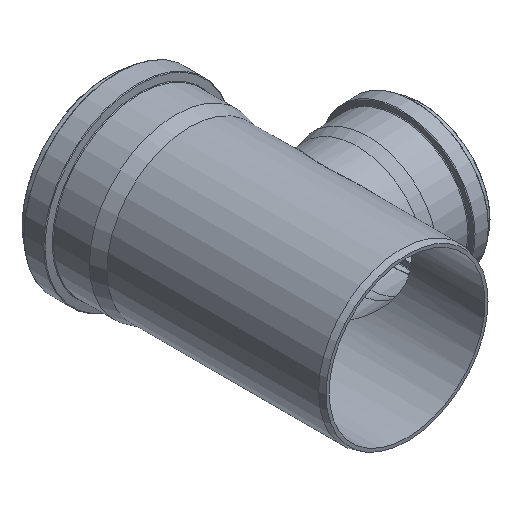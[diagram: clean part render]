
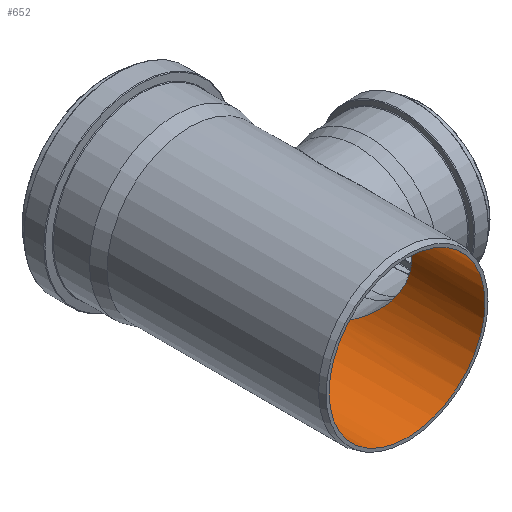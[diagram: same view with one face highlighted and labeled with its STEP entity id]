
A CAD part, isometric view. The second image highlights one B-rep face of the part: STEP entity #652.
In plain terms, the highlighted cylindrical face has radius 118.15 mm (diameter 236.3 mm), a full revolution.
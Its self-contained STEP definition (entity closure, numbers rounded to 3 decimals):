
#83=FACE_BOUND('',#304,.T.);
#84=FACE_BOUND('',#305,.T.);
#139=CIRCLE('',#739,118.15);
#140=CIRCLE('',#741,118.15);
#175=CYLINDRICAL_SURFACE('',#740,118.15);
#215=FACE_OUTER_BOUND('',#303,.T.);
#303=EDGE_LOOP('',(#565));
#304=EDGE_LOOP('',(#566));
#305=EDGE_LOOP('',(#567));
#364=B_SPLINE_CURVE_WITH_KNOTS('',3,(#1478,#1479,#1480,#1481,#1482,#1483,
#1484,#1485,#1486,#1487,#1488,#1489,#1490,#1491,#1492,#1493,#1494,#1495,
#1496,#1497,#1498,#1499,#1500,#1501,#1502,#1503,#1504,#1505,#1506,#1507,
#1508,#1509,#1510,#1511,#1512,#1513,#1514,#1515,#1516,#1517,#1518,#1519,
#1520,#1521,#1522,#1523,#1524,#1525,#1526,#1527,#1528,#1529,#1530,#1531,
#1532,#1533,#1534,#1535,#1536,#1537,#1538,#1539,#1540,#1541,#1542,#1543,
#1544,#1545,#1546,#1547,#1548,#1549,#1550,#1551),.UNSPECIFIED.,.T.,.F.,
(4,2,2,2,2,2,2,2,2,2,2,2,2,2,2,2,2,2,2,2,2,2,2,2,2,2,2,2,2,2,2,2,2,2,2,
2,4),(0.,0.988,1.976,3.952,5.928,
7.904,9.785,11.667,13.548,15.43,
17.311,19.193,21.074,22.956,24.932,
26.907,28.883,29.871,30.859,31.815,
32.771,34.682,36.594,38.505,40.386,
42.266,44.147,46.027,47.907,49.788,
51.668,53.549,55.46,57.372,59.283,
60.239,61.195),.UNSPECIFIED.);
#373=VERTEX_POINT('',#1477);
#400=VERTEX_POINT('',#1631);
#401=VERTEX_POINT('',#1634);
#437=EDGE_CURVE('',#373,#373,#364,.T.);
#464=EDGE_CURVE('',#400,#400,#139,.T.);
#465=EDGE_CURVE('',#401,#401,#140,.T.);
#565=ORIENTED_EDGE('',*,*,#464,.T.);
#566=ORIENTED_EDGE('',*,*,#437,.F.);
#567=ORIENTED_EDGE('',*,*,#465,.F.);
#652=ADVANCED_FACE('',(#215,#83,#84),#175,.F.);
#739=AXIS2_PLACEMENT_3D('',#1632,#911,#912);
#740=AXIS2_PLACEMENT_3D('',#1633,#913,#914);
#741=AXIS2_PLACEMENT_3D('',#1635,#915,#916);
#911=DIRECTION('center_axis',(0.,-1.,0.));
#912=DIRECTION('ref_axis',(1.,0.,0.));
#913=DIRECTION('center_axis',(0.,-1.,0.));
#914=DIRECTION('ref_axis',(1.,0.,0.));
#915=DIRECTION('center_axis',(0.,-1.,0.));
#916=DIRECTION('ref_axis',(1.,0.,0.));
#1477=CARTESIAN_POINT('',(70.716,-125.555,94.65));
#1478=CARTESIAN_POINT('Ctrl Pts',(70.716,-125.555,94.65));
#1479=CARTESIAN_POINT('Ctrl Pts',(70.716,-122.262,94.65));
#1480=CARTESIAN_POINT('Ctrl Pts',(70.948,-118.984,94.478));
#1481=CARTESIAN_POINT('Ctrl Pts',(71.83,-112.494,93.809));
#1482=CARTESIAN_POINT('Ctrl Pts',(72.481,-109.282,93.311));
#1483=CARTESIAN_POINT('Ctrl Pts',(74.95,-99.791,91.358));
#1484=CARTESIAN_POINT('Ctrl Pts',(77.283,-93.656,89.442));
#1485=CARTESIAN_POINT('Ctrl Pts',(82.619,-81.975,84.538));
#1486=CARTESIAN_POINT('Ctrl Pts',(85.619,-76.424,81.546));
#1487=CARTESIAN_POINT('Ctrl Pts',(91.67,-66.116,74.68));
#1488=CARTESIAN_POINT('Ctrl Pts',(94.719,-61.361,70.803));
#1489=CARTESIAN_POINT('Ctrl Pts',(100.261,-53.067,62.691));
#1490=CARTESIAN_POINT('Ctrl Pts',(102.98,-49.181,58.186));
#1491=CARTESIAN_POINT('Ctrl Pts',(107.997,-42.193,48.239));
#1492=CARTESIAN_POINT('Ctrl Pts',(110.294,-39.091,42.796));
#1493=CARTESIAN_POINT('Ctrl Pts',(114.103,-34.015,31.255));
#1494=CARTESIAN_POINT('Ctrl Pts',(115.617,-32.036,25.145));
#1495=CARTESIAN_POINT('Ctrl Pts',(117.641,-29.4,12.653));
#1496=CARTESIAN_POINT('Ctrl Pts',(118.15,-28.744,6.272));
#1497=CARTESIAN_POINT('Ctrl Pts',(118.15,-28.744,-6.272));
#1498=CARTESIAN_POINT('Ctrl Pts',(117.641,-29.4,-12.653));
#1499=CARTESIAN_POINT('Ctrl Pts',(115.617,-32.036,-25.145));
#1500=CARTESIAN_POINT('Ctrl Pts',(114.103,-34.015,-31.255));
#1501=CARTESIAN_POINT('Ctrl Pts',(110.294,-39.091,-42.796));
#1502=CARTESIAN_POINT('Ctrl Pts',(107.997,-42.193,-48.239));
#1503=CARTESIAN_POINT('Ctrl Pts',(102.98,-49.181,-58.186));
#1504=CARTESIAN_POINT('Ctrl Pts',(100.261,-53.067,-62.691));
#1505=CARTESIAN_POINT('Ctrl Pts',(94.719,-61.361,-70.803));
#1506=CARTESIAN_POINT('Ctrl Pts',(91.67,-66.116,-74.68));
#1507=CARTESIAN_POINT('Ctrl Pts',(85.619,-76.424,-81.546));
#1508=CARTESIAN_POINT('Ctrl Pts',(82.619,-81.975,-84.538));
#1509=CARTESIAN_POINT('Ctrl Pts',(77.283,-93.656,-89.442));
#1510=CARTESIAN_POINT('Ctrl Pts',(74.95,-99.791,-91.358));
#1511=CARTESIAN_POINT('Ctrl Pts',(72.481,-109.282,-93.311));
#1512=CARTESIAN_POINT('Ctrl Pts',(71.83,-112.494,-93.809));
#1513=CARTESIAN_POINT('Ctrl Pts',(70.948,-118.984,-94.478));
#1514=CARTESIAN_POINT('Ctrl Pts',(70.716,-122.262,-94.65));
#1515=CARTESIAN_POINT('Ctrl Pts',(70.716,-128.741,-94.65));
#1516=CARTESIAN_POINT('Ctrl Pts',(70.933,-131.915,-94.489));
#1517=CARTESIAN_POINT('Ctrl Pts',(71.776,-138.199,-93.851));
#1518=CARTESIAN_POINT('Ctrl Pts',(72.401,-141.307,-93.373));
#1519=CARTESIAN_POINT('Ctrl Pts',(74.793,-150.478,-91.485));
#1520=CARTESIAN_POINT('Ctrl Pts',(77.079,-156.387,-89.616));
#1521=CARTESIAN_POINT('Ctrl Pts',(82.343,-167.575,-84.804));
#1522=CARTESIAN_POINT('Ctrl Pts',(85.319,-172.865,-81.857));
#1523=CARTESIAN_POINT('Ctrl Pts',(91.33,-182.645,-75.092));
#1524=CARTESIAN_POINT('Ctrl Pts',(94.364,-187.133,-71.271));
#1525=CARTESIAN_POINT('Ctrl Pts',(99.963,-195.059,-63.172));
#1526=CARTESIAN_POINT('Ctrl Pts',(102.748,-198.805,-58.602));
#1527=CARTESIAN_POINT('Ctrl Pts',(107.873,-205.504,-48.526));
#1528=CARTESIAN_POINT('Ctrl Pts',(110.211,-208.458,-43.019));
#1529=CARTESIAN_POINT('Ctrl Pts',(114.074,-213.272,-31.37));
#1530=CARTESIAN_POINT('Ctrl Pts',(115.603,-215.137,-25.215));
#1531=CARTESIAN_POINT('Ctrl Pts',(117.641,-217.613,-12.664));
#1532=CARTESIAN_POINT('Ctrl Pts',(118.15,-218.224,-6.268));
#1533=CARTESIAN_POINT('Ctrl Pts',(118.15,-218.224,6.268));
#1534=CARTESIAN_POINT('Ctrl Pts',(117.641,-217.613,12.664));
#1535=CARTESIAN_POINT('Ctrl Pts',(115.603,-215.137,25.215));
#1536=CARTESIAN_POINT('Ctrl Pts',(114.074,-213.272,31.37));
#1537=CARTESIAN_POINT('Ctrl Pts',(110.211,-208.458,43.019));
#1538=CARTESIAN_POINT('Ctrl Pts',(107.873,-205.504,48.526));
#1539=CARTESIAN_POINT('Ctrl Pts',(102.748,-198.805,58.602));
#1540=CARTESIAN_POINT('Ctrl Pts',(99.963,-195.059,63.172));
#1541=CARTESIAN_POINT('Ctrl Pts',(94.364,-187.133,71.271));
#1542=CARTESIAN_POINT('Ctrl Pts',(91.33,-182.645,75.092));
#1543=CARTESIAN_POINT('Ctrl Pts',(85.319,-172.865,81.857));
#1544=CARTESIAN_POINT('Ctrl Pts',(82.343,-167.575,84.804));
#1545=CARTESIAN_POINT('Ctrl Pts',(77.079,-156.387,89.616));
#1546=CARTESIAN_POINT('Ctrl Pts',(74.793,-150.478,91.485));
#1547=CARTESIAN_POINT('Ctrl Pts',(72.401,-141.307,93.373));
#1548=CARTESIAN_POINT('Ctrl Pts',(71.776,-138.199,93.851));
#1549=CARTESIAN_POINT('Ctrl Pts',(70.933,-131.915,94.489));
#1550=CARTESIAN_POINT('Ctrl Pts',(70.716,-128.741,94.65));
#1551=CARTESIAN_POINT('Ctrl Pts',(70.716,-125.555,94.65));
#1631=CARTESIAN_POINT('',(118.15,-329.643,0.));
#1632=CARTESIAN_POINT('Origin',(0.,-329.643,0.));
#1633=CARTESIAN_POINT('Origin',(0.,-164.821,0.));
#1634=CARTESIAN_POINT('',(118.15,0.,0.));
#1635=CARTESIAN_POINT('Origin',(0.,0.,0.));
